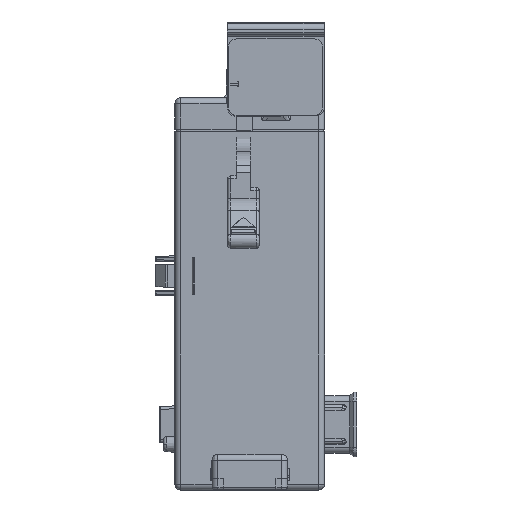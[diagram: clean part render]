
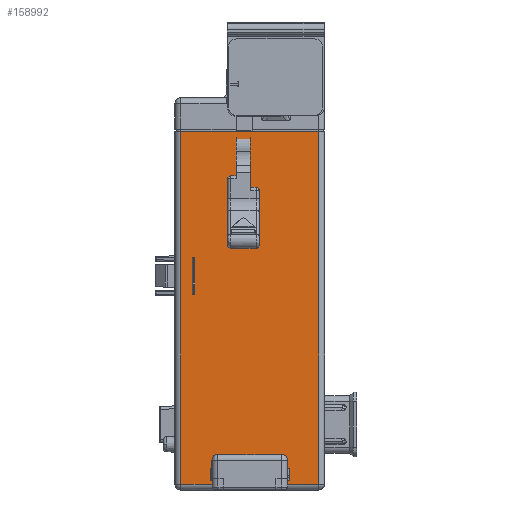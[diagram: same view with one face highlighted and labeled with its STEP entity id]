
A CAD part, front view. The second image highlights one B-rep face of the part: STEP entity #158992.
In plain terms, the highlighted planar face has unit normal (0, -1, 0).
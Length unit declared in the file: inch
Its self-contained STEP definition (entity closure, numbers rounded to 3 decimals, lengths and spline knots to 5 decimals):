
#877 = DIRECTION ( 'NONE',  ( -1., 0., 0. ) ) ;
#3773 = LINE ( 'NONE', #58066, #75590 ) ;
#5657 = DIRECTION ( 'NONE',  ( 1., 0., 0. ) ) ;
#10215 = CARTESIAN_POINT ( 'NONE',  ( -0.16735, -1.54339, -2.42633 ) ) ;
#12327 = DIRECTION ( 'NONE',  ( 0., 0., 1. ) ) ;
#16154 = ORIENTED_EDGE ( 'NONE', *, *, #27270, .F. ) ;
#16382 = CARTESIAN_POINT ( 'NONE',  ( -0.19097, -1.54339, -2.4027 ) ) ;
#18533 = LINE ( 'NONE', #176390, #122932 ) ;
#20932 = CARTESIAN_POINT ( 'NONE',  ( -0.19097, -1.54339, -2.4027 ) ) ;
#21397 = ORIENTED_EDGE ( 'NONE', *, *, #152022, .F. ) ;
#21786 = EDGE_CURVE ( 'NONE', #149271, #84953, #167853, .T. ) ;
#22111 = VERTEX_POINT ( 'NONE', #27713 ) ;
#23984 = CARTESIAN_POINT ( 'NONE',  ( 0.35627, -1.54339, -2.31806 ) ) ;
#27270 = EDGE_CURVE ( 'NONE', #124552, #114955, #78931, .T. ) ;
#27713 = CARTESIAN_POINT ( 'NONE',  ( -0.39274, -1.54339, -2.42633 ) ) ;
#30889 = LINE ( 'NONE', #123688, #183966 ) ;
#30933 = EDGE_LOOP ( 'NONE', ( #21397, #172018, #90151, #131170, #178740, #16154, #73949, #126655, #183911, #122378, #153620, #37821 ) ) ;
#37821 = ORIENTED_EDGE ( 'NONE', *, *, #21786, .F. ) ;
#38059 = CARTESIAN_POINT ( 'NONE',  ( -0.16735, -1.54339, -2.42633 ) ) ;
#51064 = DIRECTION ( 'NONE',  ( 0., 0., 1. ) ) ;
#54249 = VERTEX_POINT ( 'NONE', #100579 ) ;
#54954 = VECTOR ( 'NONE', #187668, 39.37008 ) ;
#58066 = CARTESIAN_POINT ( 'NONE',  ( -0.39274, -1.54339, -5.5196 ) ) ;
#58640 = CARTESIAN_POINT ( 'NONE',  ( 1.48723, -1.54339, -2.42633 ) ) ;
#60563 = EDGE_CURVE ( 'NONE', #114379, #179516, #69615, .T. ) ;
#61932 = VECTOR ( 'NONE', #877, 39.37008 ) ;
#63290 = EDGE_CURVE ( 'NONE', #22111, #152790, #3773, .T. ) ;
#64580 = DIRECTION ( 'NONE',  ( -1., 0., 0. ) ) ;
#69615 = LINE ( 'NONE', #16382, #74273 ) ;
#70434 = EDGE_CURVE ( 'NONE', #114955, #22111, #126794, .T. ) ;
#71812 = VECTOR ( 'NONE', #137392, 39.37008 ) ;
#73162 = EDGE_CURVE ( 'NONE', #152790, #131810, #30889, .T. ) ;
#73949 = ORIENTED_EDGE ( 'NONE', *, *, #77630, .T. ) ;
#74273 = VECTOR ( 'NONE', #149978, 39.37008 ) ;
#75076 = VECTOR ( 'NONE', #12327, 39.37008 ) ;
#75590 = VECTOR ( 'NONE', #192166, 39.37008 ) ;
#76627 = VECTOR ( 'NONE', #119973, 39.37008 ) ;
#77630 = EDGE_CURVE ( 'NONE', #124552, #179516, #18533, .T. ) ;
#78931 = B_SPLINE_CURVE_WITH_KNOTS ( 'NONE', 3,
 ( #126860, #80258, #81528, #38059 ),
 .UNSPECIFIED., .F., .F.,
 ( 4, 4 ),
 ( 0., 1. ),
 .UNSPECIFIED. ) ;
#80258 = CARTESIAN_POINT ( 'NONE',  ( -0.16735, -1.54339, -2.41058 ) ) ;
#81528 = CARTESIAN_POINT ( 'NONE',  ( -0.16735, -1.54339, -2.41845 ) ) ;
#81549 = DIRECTION ( 'NONE',  ( 0., 1., 0. ) ) ;
#81560 = EDGE_CURVE ( 'NONE', #54249, #84953, #111194, .T. ) ;
#84669 = CARTESIAN_POINT ( 'NONE',  ( 0.55804, -1.54339, 0.4284 ) ) ;
#84953 = VERTEX_POINT ( 'NONE', #108866 ) ;
#85530 = CARTESIAN_POINT ( 'NONE',  ( 0.33265, -1.54339, -2.4027 ) ) ;
#86917 = CARTESIAN_POINT ( 'NONE',  ( -0.16735, -1.54339, -2.4027 ) ) ;
#87524 = DIRECTION ( 'NONE',  ( -1., 0., 0. ) ) ;
#90151 = ORIENTED_EDGE ( 'NONE', *, *, #73162, .F. ) ;
#100579 = CARTESIAN_POINT ( 'NONE',  ( 0.35627, -1.54339, -2.4027 ) ) ;
#108866 = CARTESIAN_POINT ( 'NONE',  ( 0.33265, -1.54339, -2.4027 ) ) ;
#110587 = LINE ( 'NONE', #111191, #54954 ) ;
#111191 = CARTESIAN_POINT ( 'NONE',  ( 0.35627, -1.54339, 0.4284 ) ) ;
#111194 = LINE ( 'NONE', #181461, #71812 ) ;
#111352 = PLANE ( 'NONE',  #149488 ) ;
#114379 = VERTEX_POINT ( 'NONE', #168186 ) ;
#114877 = VECTOR ( 'NONE', #64580, 39.37008 ) ;
#114955 = VERTEX_POINT ( 'NONE', #10215 ) ;
#118976 = EDGE_CURVE ( 'NONE', #54249, #163500, #110587, .T. ) ;
#119327 = CARTESIAN_POINT ( 'NONE',  ( 0.55804, -1.54339, -2.42633 ) ) ;
#119973 = DIRECTION ( 'NONE',  ( -1., 0., 0. ) ) ;
#122029 = FACE_OUTER_BOUND ( 'NONE', #30933, .T. ) ;
#122378 = ORIENTED_EDGE ( 'NONE', *, *, #118976, .F. ) ;
#122932 = VECTOR ( 'NONE', #87524, 39.37008 ) ;
#123688 = CARTESIAN_POINT ( 'NONE',  ( -0.39274, -1.54339, 0. ) ) ;
#124552 = VERTEX_POINT ( 'NONE', #86917 ) ;
#125790 = CARTESIAN_POINT ( 'NONE',  ( -0.39274, -1.54339, 0. ) ) ;
#126655 = ORIENTED_EDGE ( 'NONE', *, *, #60563, .F. ) ;
#126794 = LINE ( 'NONE', #58640, #61932 ) ;
#126860 = CARTESIAN_POINT ( 'NONE',  ( -0.16735, -1.54339, -2.4027 ) ) ;
#131170 = ORIENTED_EDGE ( 'NONE', *, *, #63290, .F. ) ;
#131810 = VERTEX_POINT ( 'NONE', #132954 ) ;
#132199 = CARTESIAN_POINT ( 'NONE',  ( 0.33265, -1.54339, -2.42633 ) ) ;
#132954 = CARTESIAN_POINT ( 'NONE',  ( 0.55804, -1.54339, 0. ) ) ;
#134222 = CARTESIAN_POINT ( 'NONE',  ( -0.39274, -1.54339, -2.31806 ) ) ;
#137392 = DIRECTION ( 'NONE',  ( -1., 0., 0. ) ) ;
#144478 = CARTESIAN_POINT ( 'NONE',  ( 0.16139, -1.54339, -2.02869 ) ) ;
#146627 = VERTEX_POINT ( 'NONE', #119327 ) ;
#149227 = VECTOR ( 'NONE', #188443, 39.37008 ) ;
#149271 = VERTEX_POINT ( 'NONE', #132199 ) ;
#149488 = AXIS2_PLACEMENT_3D ( 'NONE', #144478, #81549, #51064 ) ;
#149978 = DIRECTION ( 'NONE',  ( 0., 0., -1. ) ) ;
#152022 = EDGE_CURVE ( 'NONE', #146627, #149271, #154408, .T. ) ;
#152790 = VERTEX_POINT ( 'NONE', #125790 ) ;
#153366 = CARTESIAN_POINT ( 'NONE',  ( 0.59741, -1.54339, -2.42633 ) ) ;
#153620 = ORIENTED_EDGE ( 'NONE', *, *, #81560, .T. ) ;
#154408 = LINE ( 'NONE', #153366, #114877 ) ;
#158992 = ADVANCED_FACE ( 'NONE', ( #122029 ), #111352, .F. ) ;
#160150 = LINE ( 'NONE', #134222, #76627 ) ;
#160315 = EDGE_CURVE ( 'NONE', #131810, #146627, #169989, .T. ) ;
#163500 = VERTEX_POINT ( 'NONE', #23984 ) ;
#167853 = LINE ( 'NONE', #85530, #75076 ) ;
#168186 = CARTESIAN_POINT ( 'NONE',  ( -0.19097, -1.54339, -2.31806 ) ) ;
#169989 = LINE ( 'NONE', #84669, #149227 ) ;
#172018 = ORIENTED_EDGE ( 'NONE', *, *, #160315, .F. ) ;
#172311 = EDGE_CURVE ( 'NONE', #163500, #114379, #160150, .T. ) ;
#176390 = CARTESIAN_POINT ( 'NONE',  ( 0.59151, -1.54339, -2.4027 ) ) ;
#178740 = ORIENTED_EDGE ( 'NONE', *, *, #70434, .F. ) ;
#179516 = VERTEX_POINT ( 'NONE', #20932 ) ;
#181461 = CARTESIAN_POINT ( 'NONE',  ( 0.35627, -1.54339, -2.4027 ) ) ;
#183911 = ORIENTED_EDGE ( 'NONE', *, *, #172311, .F. ) ;
#183966 = VECTOR ( 'NONE', #5657, 39.37008 ) ;
#187668 = DIRECTION ( 'NONE',  ( 0., 0., 1. ) ) ;
#188443 = DIRECTION ( 'NONE',  ( 0., 0., -1. ) ) ;
#192166 = DIRECTION ( 'NONE',  ( 0., 0., 1. ) ) ;
